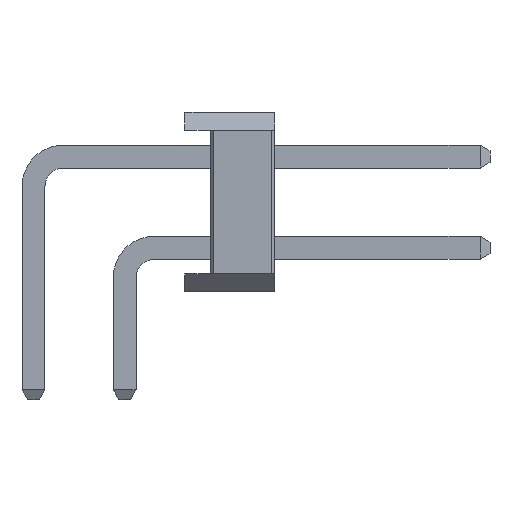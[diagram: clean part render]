
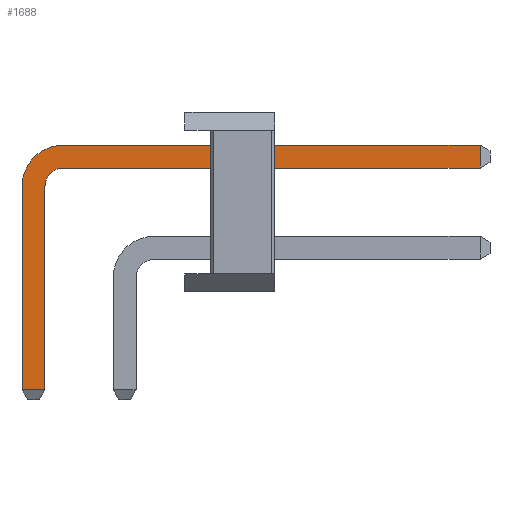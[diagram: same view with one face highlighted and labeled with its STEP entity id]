
A CAD part, left-side view. The second image highlights one B-rep face of the part: STEP entity #1688.
In plain terms, the highlighted planar face has unit normal (-1, 0, 0).
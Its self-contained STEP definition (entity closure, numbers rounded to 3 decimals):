
#1688=ADVANCED_FACE('',(#2882),#2884,.T.);
#2882=FACE_BOUND('',#2883,.T.);
#2883=EDGE_LOOP('',(#3686,#3687,#3688,#3689,#3690,#3691,#3692,#3693));
#2884=PLANE('',#2885);
#2885=AXIS2_PLACEMENT_3D('',#2886,#2887,#2888);
#2886=CARTESIAN_POINT('',(-0.32,2.22,0.));
#2887=DIRECTION('',(-1.,0.,-0.));
#2888=DIRECTION('',(0.,1.,0.));
#3686=ORIENTED_EDGE('',*,*,#4105,.F.);
#3687=ORIENTED_EDGE('',*,*,#4106,.F.);
#3688=ORIENTED_EDGE('',*,*,#4107,.F.);
#3689=ORIENTED_EDGE('',*,*,#4108,.T.);
#3690=ORIENTED_EDGE('',*,*,#4109,.F.);
#3691=ORIENTED_EDGE('',*,*,#4104,.F.);
#3692=ORIENTED_EDGE('',*,*,#4110,.T.);
#3693=ORIENTED_EDGE('',*,*,#4111,.T.);
#4104=EDGE_CURVE('',#4688,#4686,#4690,.T.);
#4105=EDGE_CURVE('',#4691,#4692,#4693,.T.);
#4106=EDGE_CURVE('',#4694,#4691,#4695,.T.);
#4107=EDGE_CURVE('',#4696,#4694,#4697,.T.);
#4108=EDGE_CURVE('',#4696,#4698,#4699,.T.);
#4109=EDGE_CURVE('',#4686,#4698,#4700,.T.);
#4110=EDGE_CURVE('',#4688,#4701,#4702,.T.);
#4111=EDGE_CURVE('',#4701,#4692,#4703,.T.);
#4686=VERTEX_POINT('',#5988);
#4688=VERTEX_POINT('',#5992);
#4690=LINE('',#5996,#5997);
#4691=VERTEX_POINT('',#5999);
#4692=VERTEX_POINT('',#6000);
#4693=LINE('',#6001,#6002);
#4694=VERTEX_POINT('',#6004);
#4695=LINE('',#6005,#6006);
#4696=VERTEX_POINT('',#6008);
#4697=CIRCLE('',#6009,1.152);
#4698=VERTEX_POINT('',#6013);
#4699=LINE('',#6014,#6015);
#4700=LINE('',#6017,#6018);
#4701=VERTEX_POINT('',#6020);
#4702=CIRCLE('',#6021,0.512);
#4703=LINE('',#6025,#6026);
#5988=CARTESIAN_POINT('',(-0.32,2.22,-2.723));
#5992=CARTESIAN_POINT('',(-0.32,2.22,2.938));
#5996=CARTESIAN_POINT('',(-0.32,2.22,2.938));
#5997=VECTOR('',#5998,1.);
#5998=DIRECTION('',(0.,0.,-1.));
#5999=CARTESIAN_POINT('',(-0.32,-9.903,4.09));
#6000=CARTESIAN_POINT('',(-0.32,-9.903,3.45));
#6001=CARTESIAN_POINT('',(-0.32,-9.903,4.09));
#6002=VECTOR('',#6003,1.);
#6003=DIRECTION('',(0.,0.,-1.));
#6004=CARTESIAN_POINT('',(-0.32,1.708,4.09));
#6005=CARTESIAN_POINT('',(-0.32,1.708,4.09));
#6006=VECTOR('',#6007,1.);
#6007=DIRECTION('',(0.,-1.,0.));
#6008=CARTESIAN_POINT('',(-0.32,2.86,2.938));
#6009=AXIS2_PLACEMENT_3D('',#6010,#6011,#6012);
#6010=CARTESIAN_POINT('',(-0.32,1.708,2.938));
#6011=DIRECTION('',(1.,0.,0.));
#6012=DIRECTION('',(0.,1.,0.));
#6013=CARTESIAN_POINT('',(-0.32,2.86,-2.723));
#6014=CARTESIAN_POINT('',(-0.32,2.86,2.938));
#6015=VECTOR('',#6016,1.);
#6016=DIRECTION('',(0.,0.,-1.));
#6017=CARTESIAN_POINT('',(-0.32,2.22,-2.723));
#6018=VECTOR('',#6019,1.);
#6019=DIRECTION('',(0.,1.,0.));
#6020=CARTESIAN_POINT('',(-0.32,1.708,3.45));
#6021=AXIS2_PLACEMENT_3D('',#6022,#6023,#6024);
#6022=CARTESIAN_POINT('',(-0.32,1.708,2.938));
#6023=DIRECTION('',(1.,0.,0.));
#6024=DIRECTION('',(0.,1.,0.));
#6025=CARTESIAN_POINT('',(-0.32,1.708,3.45));
#6026=VECTOR('',#6027,1.);
#6027=DIRECTION('',(0.,-1.,0.));
